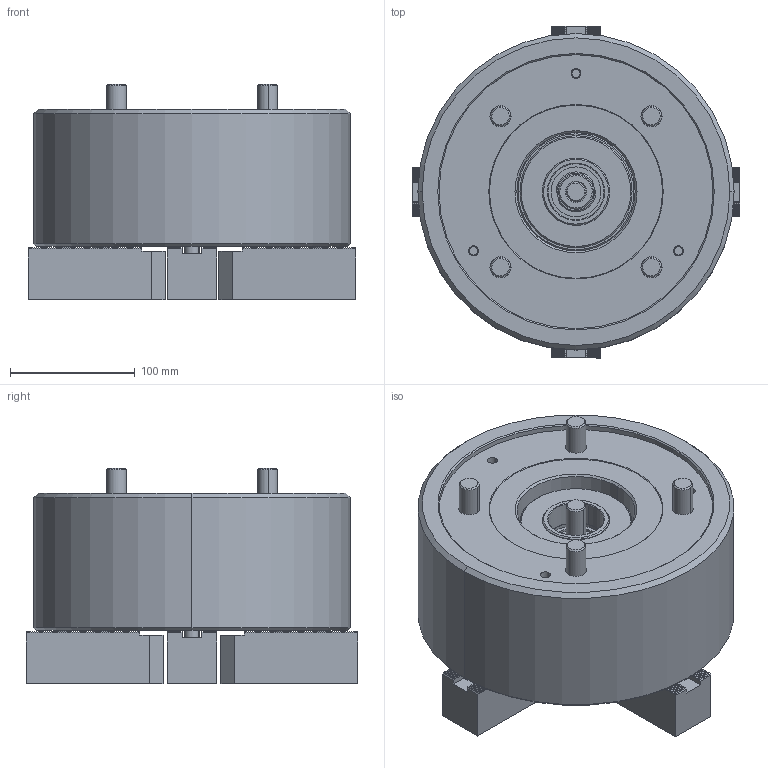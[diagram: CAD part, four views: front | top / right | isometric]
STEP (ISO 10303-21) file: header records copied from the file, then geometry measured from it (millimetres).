
FILE_DESCRIPTION (( 'STEP AP203' ), '1' );
FILE_NAME ('4T-10 外觀參考.STEP', '2017-07-11T06:19:32', ( '' ), ( '' ), 'SwSTEP 2.0', 'SolidWorks 2016', '' );
FILE_SCHEMA (( 'CONFIG_CONTROL_DESIGN' ));
Length unit declared in the file: millimetre
Products named in the file (13): 生爪; M16x70 (全牙); 4T-10本體; M16x110; 4T-10中仁一; M12x30; 4T-10中仁二; M5x12; 4T-10連結拉桿; 4T-10 外觀參考; 4T-10連結螺帽一; 4T-10連結螺帽二; 4T-10防塵蓋
Assembly tree (28 placements, depth 2):
  4T-10 外觀參考
    4T-10本體
    4T-10中仁一
    4T-10中仁二
    4T-10連結拉桿
    4T-10連結螺帽一
    4T-10連結螺帽二
    4T-10防塵蓋
    生爪  x4
    M16x70 (全牙)
    M16x110  x4
    M12x30  x8
    M5x12  x4
Bounding box: 263.12 x 266.5 x 172.75 mm (x, y, z)
Volume: 5799081.1 mm3; surface area: 522974.4 mm2
Topology: 28 solids, 28 shells, 2759 faces, 7704 edges, 5043 vertices
Faces by surface type: plane 1857, cylinder 702, cone 194, torus 6
Entity records: 30307 total; most frequent: CARTESIAN_POINT 5307, DIRECTION 4910, ORIENTED_EDGE 4828, EDGE_CURVE 2414, AXIS2_PLACEMENT_3D 1653, LINE 1604, VECTOR 1604, VERTEX_POINT 1578
